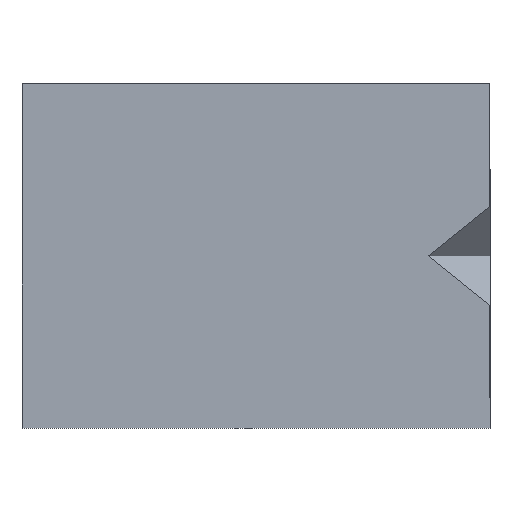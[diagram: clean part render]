
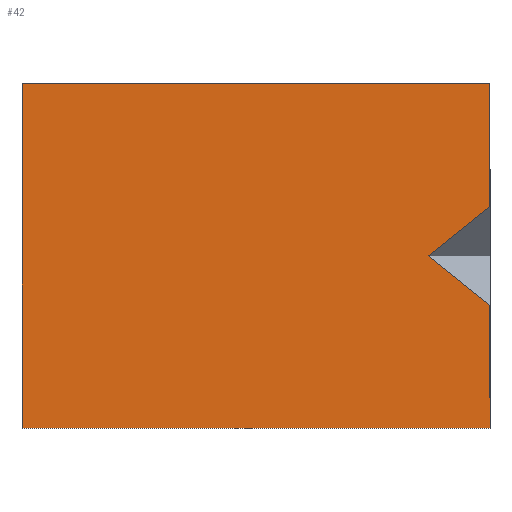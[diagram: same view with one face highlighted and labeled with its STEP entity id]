
A CAD part, top view. The second image highlights one B-rep face of the part: STEP entity #42.
In plain terms, the highlighted planar face has unit normal (0, 0, 1).
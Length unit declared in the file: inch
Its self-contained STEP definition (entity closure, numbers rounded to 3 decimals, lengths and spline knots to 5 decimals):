
#1 = ORIENTED_EDGE ( 'NONE', *, *, #102, .F. ) ;
#6 = ORIENTED_EDGE ( 'NONE', *, *, #281, .T. ) ;
#10 = DIRECTION ( 'NONE',  ( -0.78, -0.626, 0. ) ) ;
#13 = CARTESIAN_POINT ( 'NONE',  ( 2.375, 1.125, 0. ) ) ;
#15 = CARTESIAN_POINT ( 'NONE',  ( 2.375, 1.75, 0. ) ) ;
#36 = LINE ( 'NONE', #156, #148 ) ;
#37 = EDGE_CURVE ( 'NONE', #68, #283, #177, .T. ) ;
#40 = CARTESIAN_POINT ( 'NONE',  ( 1.23698, 1.53943, 0. ) ) ;
#42 = ADVANCED_FACE ( 'NONE', ( #107 ), #133, .F. ) ;
#48 = VERTEX_POINT ( 'NONE', #228 ) ;
#56 = CARTESIAN_POINT ( 'NONE',  ( 0.3825, -0.47603, 0. ) ) ;
#57 = LINE ( 'NONE', #56, #81 ) ;
#66 = ORIENTED_EDGE ( 'NONE', *, *, #37, .T. ) ;
#68 = VERTEX_POINT ( 'NONE', #78 ) ;
#71 = ORIENTED_EDGE ( 'NONE', *, *, #92, .T. ) ;
#74 = LINE ( 'NONE', #267, #159 ) ;
#78 = CARTESIAN_POINT ( 'NONE',  ( 0., 1.75, 0. ) ) ;
#79 = DIRECTION ( 'NONE',  ( 0., -1., 0. ) ) ;
#80 = VECTOR ( 'NONE', #134, 39.37008 ) ;
#81 = VECTOR ( 'NONE', #10, 39.37008 ) ;
#83 = EDGE_CURVE ( 'NONE', #283, #241, #294, .T. ) ;
#92 = EDGE_CURVE ( 'NONE', #144, #122, #36, .T. ) ;
#102 = EDGE_CURVE ( 'NONE', #144, #48, #57, .T. ) ;
#107 = FACE_OUTER_BOUND ( 'NONE', #167, .T. ) ;
#109 = LINE ( 'NONE', #40, #80 ) ;
#113 = AXIS2_PLACEMENT_3D ( 'NONE', #249, #292, #226 ) ;
#122 = VERTEX_POINT ( 'NONE', #15 ) ;
#133 = PLANE ( 'NONE',  #113 ) ;
#134 = DIRECTION ( 'NONE',  ( 0.78, -0.626, 0. ) ) ;
#144 = VERTEX_POINT ( 'NONE', #13 ) ;
#146 = EDGE_CURVE ( 'NONE', #122, #68, #74, .T. ) ;
#148 = VECTOR ( 'NONE', #250, 39.37008 ) ;
#149 = ORIENTED_EDGE ( 'NONE', *, *, #83, .T. ) ;
#156 = CARTESIAN_POINT ( 'NONE',  ( 2.375, 0., 0. ) ) ;
#159 = VECTOR ( 'NONE', #207, 39.37008 ) ;
#167 = EDGE_LOOP ( 'NONE', ( #1, #71, #192, #66, #149, #6, #189 ) ) ;
#169 = VECTOR ( 'NONE', #79, 39.37008 ) ;
#177 = LINE ( 'NONE', #205, #169 ) ;
#187 = CARTESIAN_POINT ( 'NONE',  ( 2.375, 0., 0. ) ) ;
#189 = ORIENTED_EDGE ( 'NONE', *, *, #276, .F. ) ;
#192 = ORIENTED_EDGE ( 'NONE', *, *, #146, .T. ) ;
#193 = VECTOR ( 'NONE', #273, 39.37008 ) ;
#194 = VECTOR ( 'NONE', #209, 39.37008 ) ;
#205 = CARTESIAN_POINT ( 'NONE',  ( 0., 0., 0. ) ) ;
#207 = DIRECTION ( 'NONE',  ( -1., 0., 0. ) ) ;
#209 = DIRECTION ( 'NONE',  ( 0., 1., 0. ) ) ;
#219 = VERTEX_POINT ( 'NONE', #274 ) ;
#224 = CARTESIAN_POINT ( 'NONE',  ( 0., 0., 0. ) ) ;
#226 = DIRECTION ( 'NONE',  ( -1., 0., 0. ) ) ;
#228 = CARTESIAN_POINT ( 'NONE',  ( 2.06387, 0.875, 0. ) ) ;
#229 = LINE ( 'NONE', #187, #194 ) ;
#241 = VERTEX_POINT ( 'NONE', #303 ) ;
#249 = CARTESIAN_POINT ( 'NONE',  ( 0., 0., 0. ) ) ;
#250 = DIRECTION ( 'NONE',  ( 0., 1., 0. ) ) ;
#267 = CARTESIAN_POINT ( 'NONE',  ( 0., 1.75, 0. ) ) ;
#273 = DIRECTION ( 'NONE',  ( 1., 0., 0. ) ) ;
#274 = CARTESIAN_POINT ( 'NONE',  ( 2.375, 0.625, 0. ) ) ;
#276 = EDGE_CURVE ( 'NONE', #48, #219, #109, .T. ) ;
#281 = EDGE_CURVE ( 'NONE', #241, #219, #229, .T. ) ;
#283 = VERTEX_POINT ( 'NONE', #300 ) ;
#292 = DIRECTION ( 'NONE',  ( 0., 0., -1. ) ) ;
#294 = LINE ( 'NONE', #224, #193 ) ;
#300 = CARTESIAN_POINT ( 'NONE',  ( 0., 0., 0. ) ) ;
#303 = CARTESIAN_POINT ( 'NONE',  ( 2.375, 0., 0. ) ) ;
